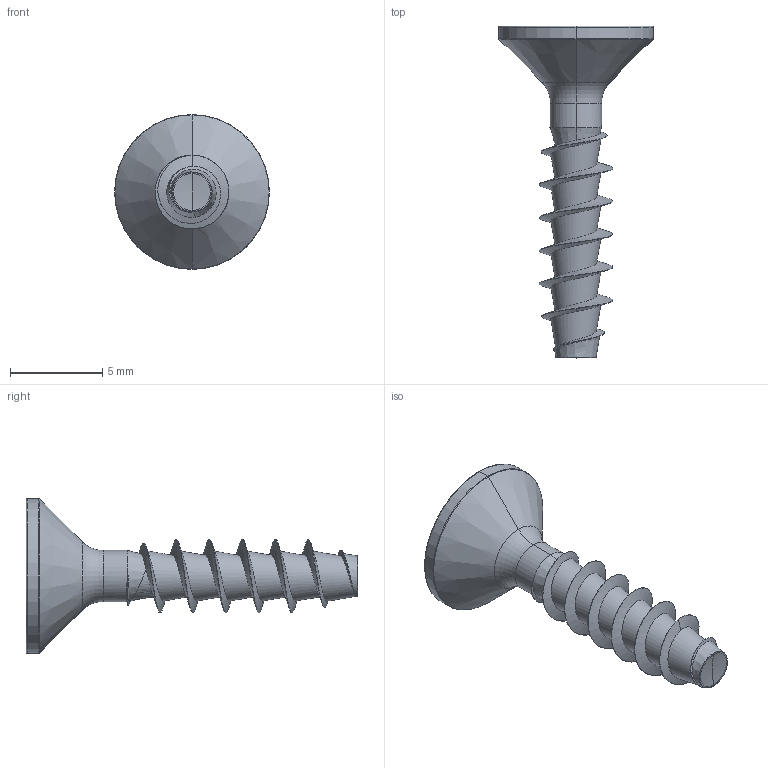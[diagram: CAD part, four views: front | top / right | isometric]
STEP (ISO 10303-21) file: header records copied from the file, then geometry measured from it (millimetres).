
FILE_DESCRIPTION (( 'STEP AP203' ), '1' );
FILE_NAME ('STP23A0400180.STEP', '2017-11-16T21:13:26', ( '' ), ( '' ), 'SwSTEP 2.0', 'SolidWorks 2015', '' );
FILE_SCHEMA (( 'CONFIG_CONTROL_DESIGN' ));
Length unit declared in the file: millimetre
Products named in the file (1): STP23A0400180
Bounding box: 8.4 x 18 x 8.4 mm (x, y, z)
Volume: 184.4 mm3; surface area: 359.5 mm2
Topology: 1 solids, 1 shells, 169 faces, 388 edges, 221 vertices
Faces by surface type: bspline 60, cylinder 45, plane 30, sphere 18, cone 10, torus 6
Entity records: 13615 total; most frequent: CARTESIAN_POINT 10278, ORIENTED_EDGE 772, DIRECTION 587, EDGE_CURVE 386, AXIS2_PLACEMENT_3D 238, VERTEX_POINT 221, EDGE_LOOP 171, FACE_OUTER_BOUND 169
